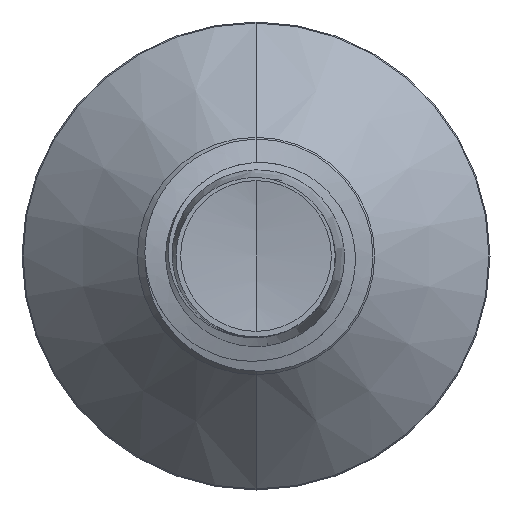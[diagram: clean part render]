
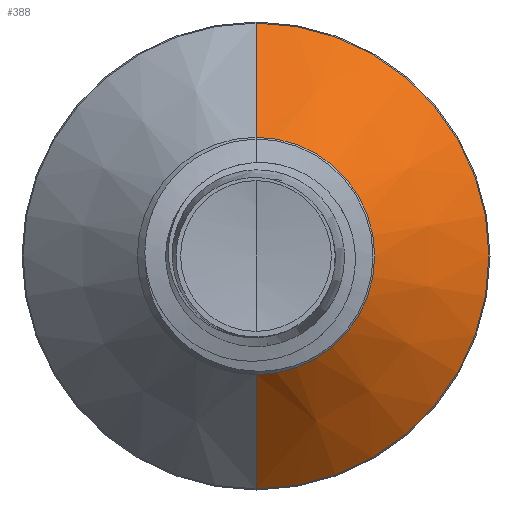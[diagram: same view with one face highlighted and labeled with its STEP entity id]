
A CAD part, front view. The second image highlights one B-rep face of the part: STEP entity #388.
In plain terms, the highlighted conical face has half-angle 45 degrees and reference radius 1.522 mm.
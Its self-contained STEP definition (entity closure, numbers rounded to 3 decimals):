
#388 = ADVANCED_FACE ( 'NONE', ( #6758 ), #4974, .T. ) ;
#421 = DIRECTION ( 'NONE',  ( 0., 0., 1. ) ) ;
#475 = EDGE_CURVE ( 'NONE', #1627, #6805, #7409, .T. ) ;
#639 = CARTESIAN_POINT ( 'NONE',  ( 0., 0.972, 1.522 ) ) ;
#674 = CARTESIAN_POINT ( 'NONE',  ( 0., 0.972, 1.522 ) ) ;
#694 = EDGE_CURVE ( 'NONE', #6805, #1494, #4090, .T. ) ;
#1065 = CARTESIAN_POINT ( 'NONE',  ( 0., 0.972, 0. ) ) ;
#1244 = VECTOR ( 'NONE', #5915, 1000. ) ;
#1494 = VERTEX_POINT ( 'NONE', #5683 ) ;
#1627 = VERTEX_POINT ( 'NONE', #639 ) ;
#1629 = EDGE_CURVE ( 'NONE', #1627, #6112, #4957, .T. ) ;
#1753 = ORIENTED_EDGE ( 'NONE', *, *, #694, .T. ) ;
#1784 = DIRECTION ( 'NONE',  ( 0., 0., 1. ) ) ;
#1824 = DIRECTION ( 'NONE',  ( 0., 1., 0. ) ) ;
#2186 = CARTESIAN_POINT ( 'NONE',  ( 0., 0.972, -1.522 ) ) ;
#2260 = EDGE_LOOP ( 'NONE', ( #8178, #1753, #3534, #5173 ) ) ;
#2388 = VECTOR ( 'NONE', #5946, 1000. ) ;
#3239 = EDGE_CURVE ( 'NONE', #6112, #1494, #3869, .T. ) ;
#3313 = DIRECTION ( 'NONE',  ( 0., 1., 0. ) ) ;
#3534 = ORIENTED_EDGE ( 'NONE', *, *, #3239, .F. ) ;
#3869 = CIRCLE ( 'NONE', #5598, 2.987 ) ;
#4090 = LINE ( 'NONE', #2186, #2388 ) ;
#4930 = AXIS2_PLACEMENT_3D ( 'NONE', #6953, #3313, #421 ) ;
#4957 = LINE ( 'NONE', #674, #1244 ) ;
#4974 = CONICAL_SURFACE ( 'NONE', #4930, 1.522, 0.785 ) ;
#5173 = ORIENTED_EDGE ( 'NONE', *, *, #1629, .F. ) ;
#5589 = CARTESIAN_POINT ( 'NONE',  ( 0., 0.972, -1.522 ) ) ;
#5598 = AXIS2_PLACEMENT_3D ( 'NONE', #5642, #1824, #6245 ) ;
#5609 = DIRECTION ( 'NONE',  ( 0., 1., 0. ) ) ;
#5642 = CARTESIAN_POINT ( 'NONE',  ( 0., 2.437, 0. ) ) ;
#5683 = CARTESIAN_POINT ( 'NONE',  ( 0., 2.437, -2.987 ) ) ;
#5915 = DIRECTION ( 'NONE',  ( 0., 0.707, 0.707 ) ) ;
#5946 = DIRECTION ( 'NONE',  ( 0., 0.707, -0.707 ) ) ;
#6112 = VERTEX_POINT ( 'NONE', #7606 ) ;
#6245 = DIRECTION ( 'NONE',  ( 0., 0., 1. ) ) ;
#6758 = FACE_OUTER_BOUND ( 'NONE', #2260, .T. ) ;
#6794 = AXIS2_PLACEMENT_3D ( 'NONE', #1065, #5609, #1784 ) ;
#6805 = VERTEX_POINT ( 'NONE', #5589 ) ;
#6953 = CARTESIAN_POINT ( 'NONE',  ( 0., 0.972, 0. ) ) ;
#7409 = CIRCLE ( 'NONE', #6794, 1.522 ) ;
#7606 = CARTESIAN_POINT ( 'NONE',  ( 0., 2.437, 2.987 ) ) ;
#8178 = ORIENTED_EDGE ( 'NONE', *, *, #475, .T. ) ;
